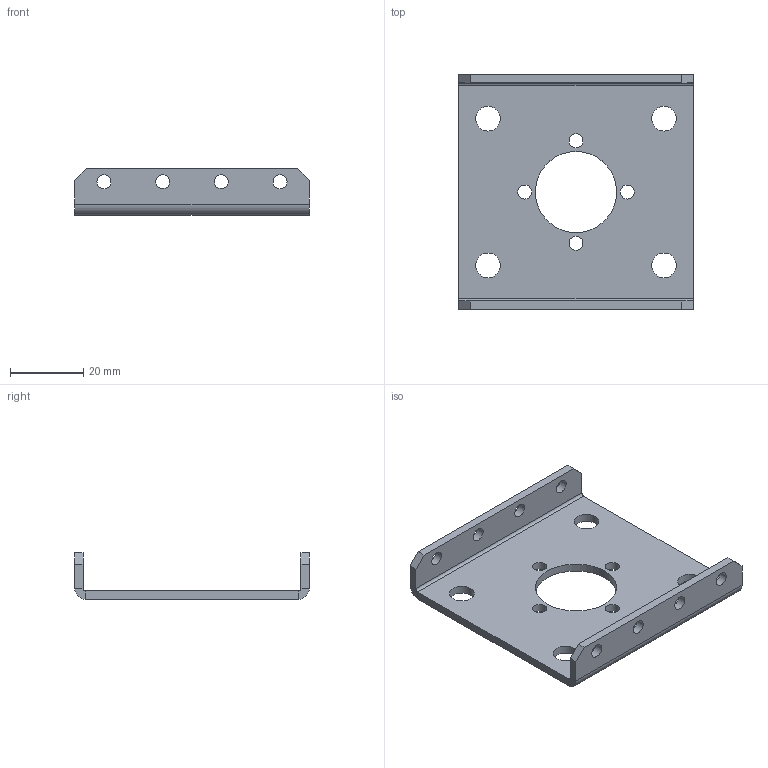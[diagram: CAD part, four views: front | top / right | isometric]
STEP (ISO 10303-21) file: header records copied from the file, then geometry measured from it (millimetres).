
FILE_DESCRIPTION (( 'STEP AP214' ), '1' );
FILE_NAME ('am-3474 PicoBox LEO Mount Plate.STEP', '2019-09-04T16:56:05', ( '' ), ( '' ), 'SwSTEP 2.0', 'SolidWorks 2019', '' );
FILE_SCHEMA (( 'AUTOMOTIVE_DESIGN' ));
Length unit declared in the file: inch
Products named in the file (1): am-3474 PicoBox LEO Mount Plate
Bounding box: 64 x 64 x 12.7 mm (x, y, z)
Volume: 10611 mm3; surface area: 10620.7 mm2
Topology: 1 solids, 1 shells, 43 faces, 112 edges, 71 vertices
Faces by surface type: plane 22, cylinder 21
Full cylindrical faces by diameter (mm): 3.81 x12, 6.756 x4, 22.1 x1
Entity records: 1298 total; most frequent: DIRECTION 220, CARTESIAN_POINT 200, ORIENTED_EDGE 180, EDGE_LOOP 94, EDGE_CURVE 90, AXIS2_PLACEMENT_3D 86, VERTEX_POINT 66, FACE_OUTER_BOUND 60
